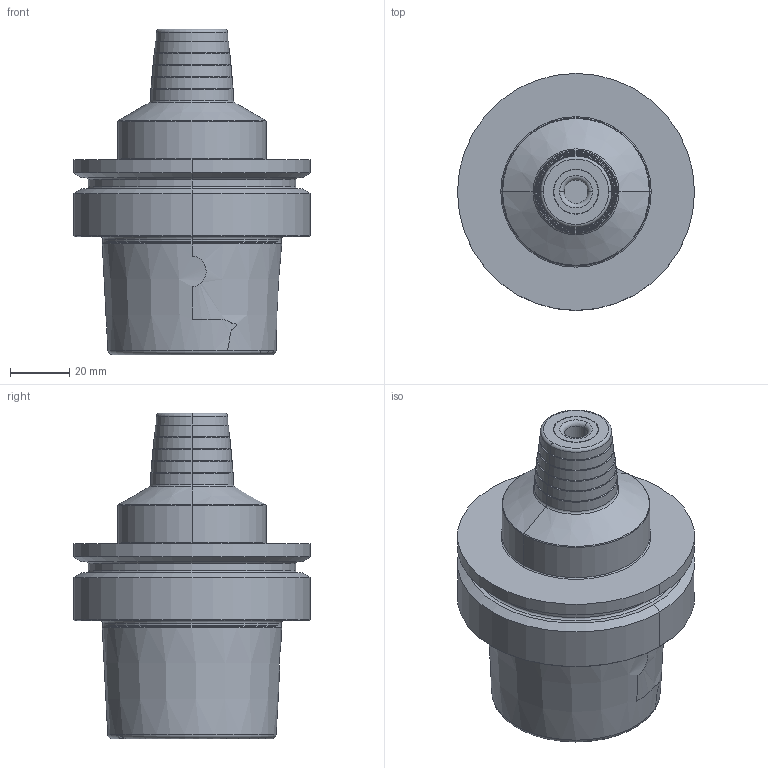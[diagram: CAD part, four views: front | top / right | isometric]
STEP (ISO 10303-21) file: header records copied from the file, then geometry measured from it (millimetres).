
FILE_DESCRIPTION((''),'2;1');
FILE_NAME('388805-000-00-CD1','2013-04-15T',('Schmiedtm'),(''),'PRO/ENGINEER BY PARAMETRIC TECHNOLOGY CORPORATION, 2011220','PRO/ENGINEER BY PARAMETRIC TECHNOLOGY CORPORATION, 2011220','');
FILE_SCHEMA(('AUTOMOTIVE_DESIGN_CC2 { 1 2 10303 214 -1 1 5 2 }'));
Length unit declared in the file: millimetre
Products named in the file (1): 388805-000-00-CD1
Bounding box: 80 x 80 x 109.9 mm (x, y, z)
Volume: 277864.4 mm3; surface area: 30736.1 mm2
Topology: 1 solids, 2 shells, 94 faces, 864 edges, 1277 vertices
Faces by surface type: torus 32, cone 26, cylinder 20, plane 16
Entity records: 9361 total; most frequent: CARTESIAN_POINT 2766, DIRECTION 884, PRESENTATION_STYLE_ASSIGNMENT 874, STYLED_ITEM 874, CURVE_STYLE 869, ORIENTED_EDGE 410, B_SPLINE_CURVE_WITH_KNOTS 404, AXIS2_PLACEMENT_3D 329
